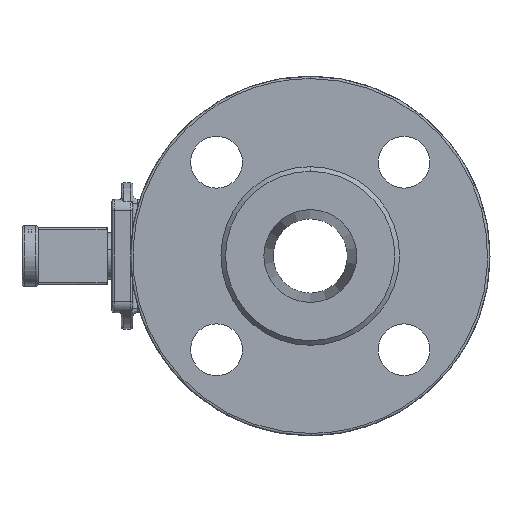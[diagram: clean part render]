
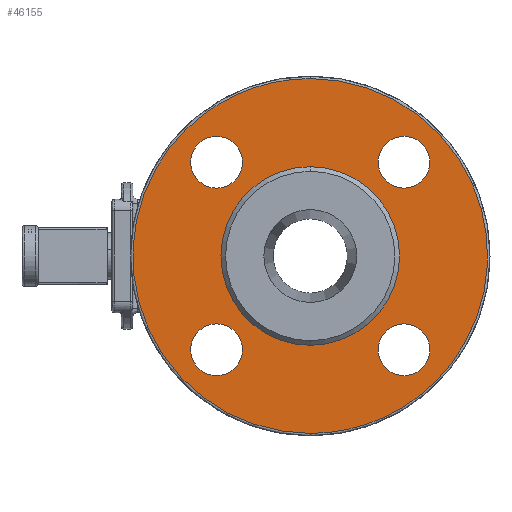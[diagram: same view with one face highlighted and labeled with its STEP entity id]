
A CAD part, left-side view. The second image highlights one B-rep face of the part: STEP entity #46155.
In plain terms, the highlighted face is planar.
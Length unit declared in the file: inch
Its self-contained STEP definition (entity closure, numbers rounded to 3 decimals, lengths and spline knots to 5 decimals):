
#1505 = CARTESIAN_POINT ( 'NONE',  ( 4.84252, 0., -3.01181 ) ) ;
#1556 = CIRCLE ( 'NONE', #22133, 1.51575 ) ;
#4789 = CIRCLE ( 'NONE', #43091, 0.43898 ) ;
#5906 = AXIS2_PLACEMENT_3D ( 'NONE', #151742, #11486, #67794 ) ;
#9468 = CARTESIAN_POINT ( 'NONE',  ( 4.84252, 0., 3.01181 ) ) ;
#10289 = EDGE_CURVE ( 'NONE', #176015, #62671, #82675, .T. ) ;
#11486 = DIRECTION ( 'NONE',  ( -1., 0., 0. ) ) ;
#11727 = VERTEX_POINT ( 'NONE', #28445 ) ;
#11941 = CARTESIAN_POINT ( 'NONE',  ( 4.84252, 0., 0. ) ) ;
#12598 = VERTEX_POINT ( 'NONE', #68670 ) ;
#12914 = AXIS2_PLACEMENT_3D ( 'NONE', #148943, #177561, #35467 ) ;
#16500 = CIRCLE ( 'NONE', #28207, 0.43898 ) ;
#19988 = AXIS2_PLACEMENT_3D ( 'NONE', #128879, #31054, #45823 ) ;
#22133 = AXIS2_PLACEMENT_3D ( 'NONE', #11941, #85713, #57070 ) ;
#22406 = DIRECTION ( 'NONE',  ( -1., 0., 0. ) ) ;
#23772 = AXIS2_PLACEMENT_3D ( 'NONE', #64370, #163112, #24608 ) ;
#24608 = DIRECTION ( 'NONE',  ( 0., 0., -1. ) ) ;
#28207 = AXIS2_PLACEMENT_3D ( 'NONE', #175825, #120418, #77989 ) ;
#28445 = CARTESIAN_POINT ( 'NONE',  ( 4.84252, 0., -3.01181 ) ) ;
#29749 = VERTEX_POINT ( 'NONE', #135984 ) ;
#30429 = FACE_BOUND ( 'NONE', #105101, .T. ) ;
#30542 = ORIENTED_EDGE ( 'NONE', *, *, #65041, .T. ) ;
#31054 = DIRECTION ( 'NONE',  ( -1., 0., 0. ) ) ;
#31342 = FACE_BOUND ( 'NONE', #146654, .T. ) ;
#31559 = VERTEX_POINT ( 'NONE', #114764 ) ;
#31651 =( BOUNDED_CURVE ( )  B_SPLINE_CURVE ( 3, ( #1505, #143609, #181513, #154716 ),
 .UNSPECIFIED., .F., .F. ) 
 B_SPLINE_CURVE_WITH_KNOTS ( ( 4, 4 ),
 ( 0., 1. ),
 .UNSPECIFIED. ) 
 CURVE ( )  GEOMETRIC_REPRESENTATION_ITEM ( )  RATIONAL_B_SPLINE_CURVE ( ( 1., 0.333, 0.333, 1. ) ) 
 REPRESENTATION_ITEM ( '' )  );
#32247 = ORIENTED_EDGE ( 'NONE', *, *, #118563, .T. ) ;
#34298 = VERTEX_POINT ( 'NONE', #129920 ) ;
#35467 = DIRECTION ( 'NONE',  ( 0., 0., -1. ) ) ;
#41280 = DIRECTION ( 'NONE',  ( 0., 0., -1. ) ) ;
#43091 = AXIS2_PLACEMENT_3D ( 'NONE', #76914, #22406, #175634 ) ;
#45823 = DIRECTION ( 'NONE',  ( 0., 0., -1. ) ) ;
#46155 = ADVANCED_FACE ( 'NONE', ( #143017, #31342, #116222, #117153, #30429, #72912 ), #170746, .F. ) ;
#48366 = ORIENTED_EDGE ( 'NONE', *, *, #74205, .F. ) ;
#49876 = EDGE_CURVE ( 'NONE', #141149, #11727, #81566, .T. ) ;
#50984 = CARTESIAN_POINT ( 'NONE',  ( 4.84252, 0., -3.01181 ) ) ;
#54133 = CIRCLE ( 'NONE', #12914, 0.43898 ) ;
#54598 = CARTESIAN_POINT ( 'NONE',  ( 4.84252, 6.02362, 3.01181 ) ) ;
#54626 = DIRECTION ( 'NONE',  ( -1., 0., 0. ) ) ;
#57070 = DIRECTION ( 'NONE',  ( 0., 0., 1. ) ) ;
#59953 = DIRECTION ( 'NONE',  ( -1., 0., 0. ) ) ;
#61801 = CARTESIAN_POINT ( 'NONE',  ( 4.84252, -3.01181, 0. ) ) ;
#62671 = VERTEX_POINT ( 'NONE', #142553 ) ;
#63447 = AXIS2_PLACEMENT_3D ( 'NONE', #70829, #69006, #110504 ) ;
#64370 = CARTESIAN_POINT ( 'NONE',  ( 4.84252, 1.59099, 1.59099 ) ) ;
#65041 = EDGE_CURVE ( 'NONE', #12598, #111121, #4789, .T. ) ;
#67794 = DIRECTION ( 'NONE',  ( 0., 0., -1. ) ) ;
#68670 = CARTESIAN_POINT ( 'NONE',  ( 4.84252, -1.59099, 2.02997 ) ) ;
#69006 = DIRECTION ( 'NONE',  ( 1., 0., 0. ) ) ;
#70781 = EDGE_CURVE ( 'NONE', #62671, #176015, #96618, .T. ) ;
#70829 = CARTESIAN_POINT ( 'NONE',  ( 4.84252, 0., 0. ) ) ;
#72764 = CIRCLE ( 'NONE', #119918, 0.43898 ) ;
#72912 = FACE_BOUND ( 'NONE', #88105, .T. ) ;
#73302 = CARTESIAN_POINT ( 'NONE',  ( 4.84252, 1.59099, -2.02997 ) ) ;
#74205 = EDGE_CURVE ( 'NONE', #118518, #176425, #181335, .T. ) ;
#74991 = ORIENTED_EDGE ( 'NONE', *, *, #179004, .T. ) ;
#76914 = CARTESIAN_POINT ( 'NONE',  ( 4.84252, -1.59099, 1.59099 ) ) ;
#77989 = DIRECTION ( 'NONE',  ( 0., 0., -1. ) ) ;
#81566 =( BOUNDED_CURVE ( )  B_SPLINE_CURVE ( 3, ( #9468, #54598, #135884, #50984 ),
 .UNSPECIFIED., .F., .F. ) 
 B_SPLINE_CURVE_WITH_KNOTS ( ( 4, 4 ),
 ( 0., 1. ),
 .UNSPECIFIED. ) 
 CURVE ( )  GEOMETRIC_REPRESENTATION_ITEM ( )  RATIONAL_B_SPLINE_CURVE ( ( 1., 0.333, 0.333, 1. ) ) 
 REPRESENTATION_ITEM ( '' )  );
#81623 = ORIENTED_EDGE ( 'NONE', *, *, #167995, .F. ) ;
#82675 = CIRCLE ( 'NONE', #23772, 0.43898 ) ;
#85462 = CIRCLE ( 'NONE', #5906, 0.43898 ) ;
#85713 = DIRECTION ( 'NONE',  ( 1., 0., 0. ) ) ;
#87573 = CARTESIAN_POINT ( 'NONE',  ( 4.84252, 1.59099, -1.59099 ) ) ;
#88105 = EDGE_LOOP ( 'NONE', ( #170671, #30542 ) ) ;
#96174 = AXIS2_PLACEMENT_3D ( 'NONE', #61801, #59953, #102407 ) ;
#96618 = CIRCLE ( 'NONE', #19988, 0.43898 ) ;
#97081 = DIRECTION ( 'NONE',  ( 0., 0., -1. ) ) ;
#99736 = CARTESIAN_POINT ( 'NONE',  ( 4.84252, -1.59099, 1.15201 ) ) ;
#100124 = ORIENTED_EDGE ( 'NONE', *, *, #10289, .T. ) ;
#102407 = DIRECTION ( 'NONE',  ( 0., 0., 1. ) ) ;
#103190 = CARTESIAN_POINT ( 'NONE',  ( 4.84252, 0., 3.01181 ) ) ;
#105101 = EDGE_LOOP ( 'NONE', ( #32247, #74991 ) ) ;
#105862 = EDGE_CURVE ( 'NONE', #176425, #118518, #1556, .T. ) ;
#108265 = AXIS2_PLACEMENT_3D ( 'NONE', #165928, #151161, #41280 ) ;
#108700 = ORIENTED_EDGE ( 'NONE', *, *, #70781, .T. ) ;
#109594 = CARTESIAN_POINT ( 'NONE',  ( 4.84252, 0., -1.51575 ) ) ;
#110504 = DIRECTION ( 'NONE',  ( 0., 0., 1. ) ) ;
#111121 = VERTEX_POINT ( 'NONE', #99736 ) ;
#112078 = ORIENTED_EDGE ( 'NONE', *, *, #139031, .T. ) ;
#113747 = CIRCLE ( 'NONE', #108265, 0.43898 ) ;
#114764 = CARTESIAN_POINT ( 'NONE',  ( 4.84252, 1.59099, -1.15201 ) ) ;
#116222 = FACE_BOUND ( 'NONE', #173167, .T. ) ;
#117153 = FACE_BOUND ( 'NONE', #167795, .T. ) ;
#118518 = VERTEX_POINT ( 'NONE', #109594 ) ;
#118563 = EDGE_CURVE ( 'NONE', #34298, #29749, #113747, .T. ) ;
#119918 = AXIS2_PLACEMENT_3D ( 'NONE', #87573, #54626, #97081 ) ;
#120418 = DIRECTION ( 'NONE',  ( -1., 0., 0. ) ) ;
#128879 = CARTESIAN_POINT ( 'NONE',  ( 4.84252, 1.59099, 1.59099 ) ) ;
#129920 = CARTESIAN_POINT ( 'NONE',  ( 4.84252, -1.59099, -2.02997 ) ) ;
#131260 = EDGE_CURVE ( 'NONE', #111121, #12598, #54133, .T. ) ;
#134392 = VERTEX_POINT ( 'NONE', #73302 ) ;
#135884 = CARTESIAN_POINT ( 'NONE',  ( 4.84252, 6.02362, -3.01181 ) ) ;
#135984 = CARTESIAN_POINT ( 'NONE',  ( 4.84252, -1.59099, -1.15201 ) ) ;
#137579 = ORIENTED_EDGE ( 'NONE', *, *, #105862, .F. ) ;
#139031 = EDGE_CURVE ( 'NONE', #134392, #31559, #72764, .T. ) ;
#141149 = VERTEX_POINT ( 'NONE', #103190 ) ;
#142553 = CARTESIAN_POINT ( 'NONE',  ( 4.84252, 1.59099, 2.02997 ) ) ;
#143017 = FACE_OUTER_BOUND ( 'NONE', #159281, .T. ) ;
#143609 = CARTESIAN_POINT ( 'NONE',  ( 4.84252, -6.02362, -3.01181 ) ) ;
#145042 = CARTESIAN_POINT ( 'NONE',  ( 4.84252, 0., 1.51575 ) ) ;
#146654 = EDGE_LOOP ( 'NONE', ( #137579, #48366 ) ) ;
#148943 = CARTESIAN_POINT ( 'NONE',  ( 4.84252, -1.59099, 1.59099 ) ) ;
#151161 = DIRECTION ( 'NONE',  ( -1., 0., 0. ) ) ;
#151742 = CARTESIAN_POINT ( 'NONE',  ( 4.84252, -1.59099, -1.59099 ) ) ;
#154716 = CARTESIAN_POINT ( 'NONE',  ( 4.84252, 0., 3.01181 ) ) ;
#157966 = CARTESIAN_POINT ( 'NONE',  ( 4.84252, 1.59099, 1.15201 ) ) ;
#159281 = EDGE_LOOP ( 'NONE', ( #81623, #167049 ) ) ;
#163112 = DIRECTION ( 'NONE',  ( -1., 0., 0. ) ) ;
#165915 = EDGE_CURVE ( 'NONE', #31559, #134392, #16500, .T. ) ;
#165928 = CARTESIAN_POINT ( 'NONE',  ( 4.84252, -1.59099, -1.59099 ) ) ;
#167049 = ORIENTED_EDGE ( 'NONE', *, *, #49876, .F. ) ;
#167795 = EDGE_LOOP ( 'NONE', ( #112078, #169946 ) ) ;
#167995 = EDGE_CURVE ( 'NONE', #11727, #141149, #31651, .T. ) ;
#169946 = ORIENTED_EDGE ( 'NONE', *, *, #165915, .T. ) ;
#170671 = ORIENTED_EDGE ( 'NONE', *, *, #131260, .T. ) ;
#170746 = PLANE ( 'NONE',  #96174 ) ;
#173167 = EDGE_LOOP ( 'NONE', ( #100124, #108700 ) ) ;
#175634 = DIRECTION ( 'NONE',  ( 0., 0., -1. ) ) ;
#175825 = CARTESIAN_POINT ( 'NONE',  ( 4.84252, 1.59099, -1.59099 ) ) ;
#176015 = VERTEX_POINT ( 'NONE', #157966 ) ;
#176425 = VERTEX_POINT ( 'NONE', #145042 ) ;
#177561 = DIRECTION ( 'NONE',  ( -1., 0., 0. ) ) ;
#179004 = EDGE_CURVE ( 'NONE', #29749, #34298, #85462, .T. ) ;
#181335 = CIRCLE ( 'NONE', #63447, 1.51575 ) ;
#181513 = CARTESIAN_POINT ( 'NONE',  ( 4.84252, -6.02362, 3.01181 ) ) ;
